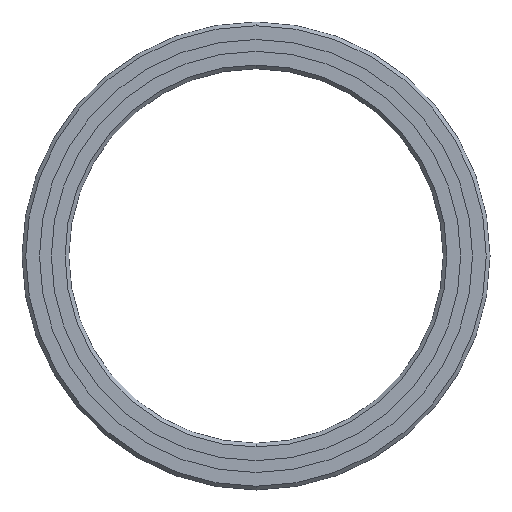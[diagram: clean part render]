
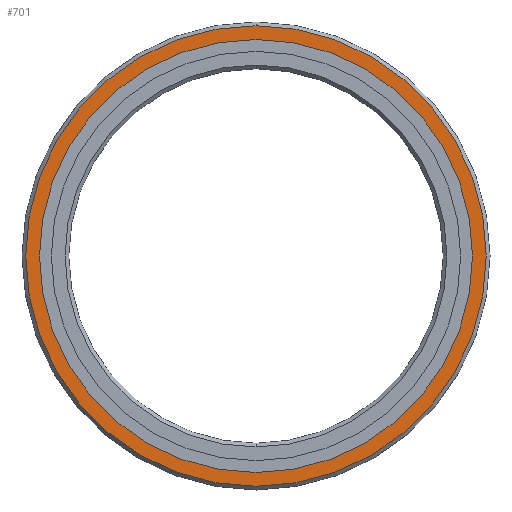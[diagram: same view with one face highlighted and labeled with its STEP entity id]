
A CAD part, front view. The second image highlights one B-rep face of the part: STEP entity #701.
In plain terms, the highlighted planar face has unit normal (0, -1, 0).
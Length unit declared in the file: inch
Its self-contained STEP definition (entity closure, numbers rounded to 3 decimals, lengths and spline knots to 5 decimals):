
#21 = DIRECTION ( 'NONE',  ( 0., 0., -1. ) ) ;
#26 = VERTEX_POINT ( 'NONE', #663 ) ;
#52 = FACE_OUTER_BOUND ( 'NONE', #717, .T. ) ;
#81 = VERTEX_POINT ( 'NONE', #497 ) ;
#85 = AXIS2_PLACEMENT_3D ( 'NONE', #238, #234, #21 ) ;
#108 = DIRECTION ( 'NONE',  ( 0., 0., -1. ) ) ;
#123 = EDGE_CURVE ( 'NONE', #468, #81, #570, .T. ) ;
#160 = FACE_BOUND ( 'NONE', #165, .T. ) ;
#165 = EDGE_LOOP ( 'NONE', ( #642, #185 ) ) ;
#183 = CARTESIAN_POINT ( 'NONE',  ( 0., -0.09375, -0.9225 ) ) ;
#185 = ORIENTED_EDGE ( 'NONE', *, *, #708, .T. ) ;
#187 = DIRECTION ( 'NONE',  ( 0., 0., 1. ) ) ;
#215 = PLANE ( 'NONE',  #695 ) ;
#225 = AXIS2_PLACEMENT_3D ( 'NONE', #236, #523, #187 ) ;
#234 = DIRECTION ( 'NONE',  ( 0., -1., 0. ) ) ;
#236 = CARTESIAN_POINT ( 'NONE',  ( 0., -0.09375, 0. ) ) ;
#238 = CARTESIAN_POINT ( 'NONE',  ( 0., -0.09375, 0. ) ) ;
#257 = CARTESIAN_POINT ( 'NONE',  ( 0., -0.09375, 0.8675 ) ) ;
#264 = AXIS2_PLACEMENT_3D ( 'NONE', #729, #431, #377 ) ;
#274 = CARTESIAN_POINT ( 'NONE',  ( 0., -0.09375, 0. ) ) ;
#278 = DIRECTION ( 'NONE',  ( 0., -1., 0. ) ) ;
#288 = ORIENTED_EDGE ( 'NONE', *, *, #428, .T. ) ;
#298 = ORIENTED_EDGE ( 'NONE', *, *, #649, .T. ) ;
#377 = DIRECTION ( 'NONE',  ( 0., 0., 1. ) ) ;
#428 = EDGE_CURVE ( 'NONE', #706, #26, #713, .T. ) ;
#431 = DIRECTION ( 'NONE',  ( 0., 1., 0. ) ) ;
#468 = VERTEX_POINT ( 'NONE', #257 ) ;
#497 = CARTESIAN_POINT ( 'NONE',  ( 0., -0.09375, -0.8675 ) ) ;
#503 = DIRECTION ( 'NONE',  ( 0., 0., -1. ) ) ;
#523 = DIRECTION ( 'NONE',  ( 0., 1., 0. ) ) ;
#527 = CIRCLE ( 'NONE', #225, 0.8675 ) ;
#531 = CIRCLE ( 'NONE', #735, 0.9225 ) ;
#570 = CIRCLE ( 'NONE', #264, 0.8675 ) ;
#624 = DIRECTION ( 'NONE',  ( 0., -1., 0. ) ) ;
#642 = ORIENTED_EDGE ( 'NONE', *, *, #123, .T. ) ;
#649 = EDGE_CURVE ( 'NONE', #26, #706, #531, .T. ) ;
#663 = CARTESIAN_POINT ( 'NONE',  ( 0., -0.09375, 0.9225 ) ) ;
#685 = CARTESIAN_POINT ( 'NONE',  ( 0., -0.09375, 0.9375 ) ) ;
#695 = AXIS2_PLACEMENT_3D ( 'NONE', #685, #624, #108 ) ;
#701 = ADVANCED_FACE ( 'NONE', ( #52, #160 ), #215, .T. ) ;
#706 = VERTEX_POINT ( 'NONE', #183 ) ;
#708 = EDGE_CURVE ( 'NONE', #81, #468, #527, .T. ) ;
#713 = CIRCLE ( 'NONE', #85, 0.9225 ) ;
#717 = EDGE_LOOP ( 'NONE', ( #298, #288 ) ) ;
#729 = CARTESIAN_POINT ( 'NONE',  ( 0., -0.09375, 0. ) ) ;
#735 = AXIS2_PLACEMENT_3D ( 'NONE', #274, #278, #503 ) ;
